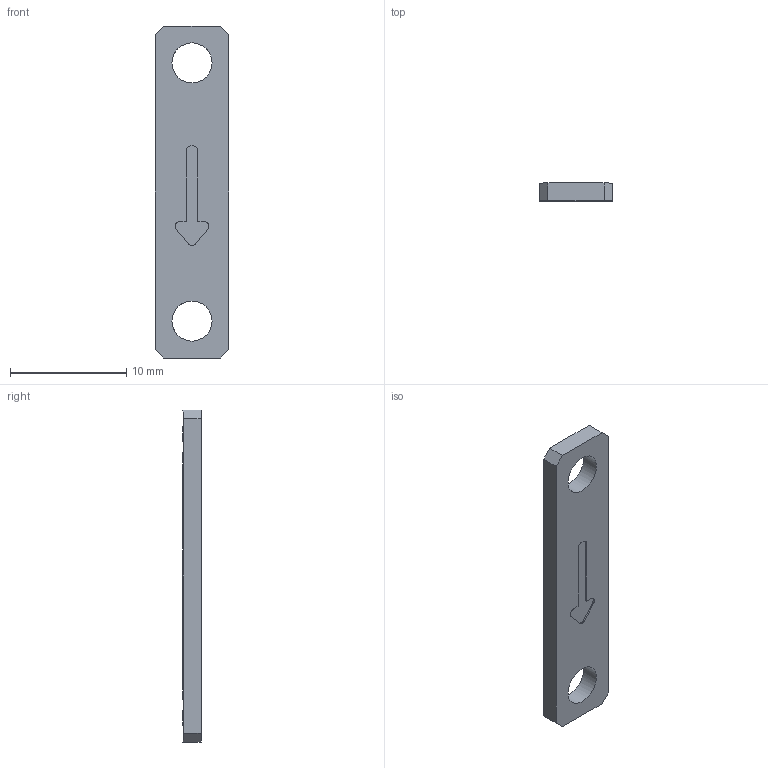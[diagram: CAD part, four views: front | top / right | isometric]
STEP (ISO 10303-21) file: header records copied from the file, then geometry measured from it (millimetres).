
FILE_DESCRIPTION (( 'STEP AP214' ), '1' );
FILE_NAME ('D2000334-v1P A+ SLiC FC TUBE BAFFLE, WASHER PLATE.STEP', '2021-05-07T17:20:59', ( '' ), ( '' ), 'SwSTEP 2.0', 'SolidWorks 2020', '' );
FILE_SCHEMA (( 'AUTOMOTIVE_DESIGN' ));
Length unit declared in the file: inch
Products named in the file (1): D2000334-v1P A+ SLiC FC TUBE BAFFLE, WASHER PLATE
Bounding box: 6.35 x 1.57 x 28.57 mm (x, y, z)
Volume: 250.3 mm3; surface area: 464.2 mm2
Topology: 1 solids, 1 shells, 25 faces, 66 edges, 44 vertices
Faces by surface type: plane 17, cylinder 8
Full cylindrical faces by diameter (mm): 3.454 x2
Entity records: 910 total; most frequent: CARTESIAN_POINT 248, ORIENTED_EDGE 128, DIRECTION 124, EDGE_CURVE 64, VERTEX_POINT 44, VECTOR 44, LINE 44, AXIS2_PLACEMENT_3D 40
